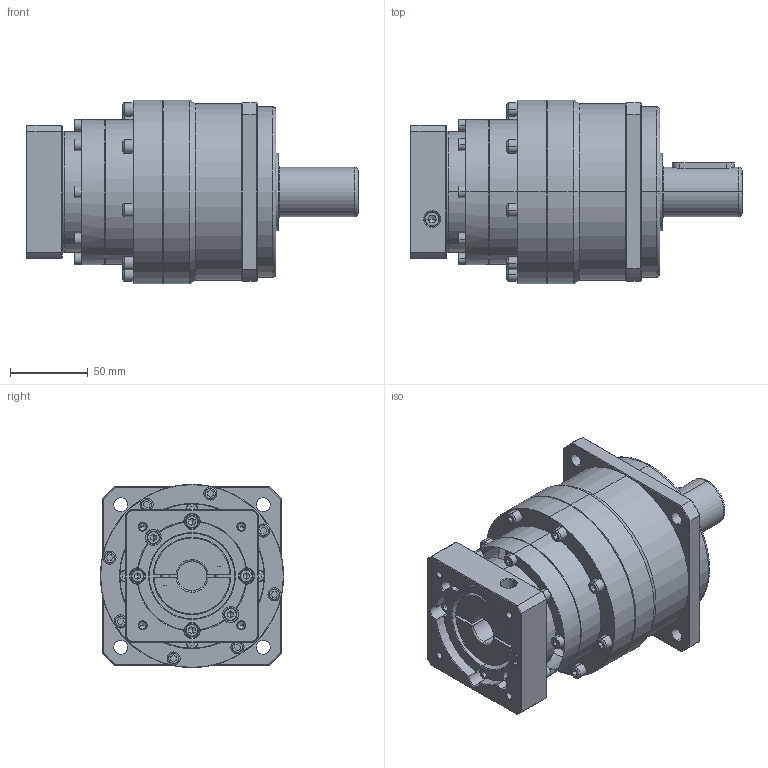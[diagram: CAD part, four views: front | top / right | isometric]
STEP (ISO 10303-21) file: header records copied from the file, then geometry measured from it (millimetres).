
FILE_DESCRIPTION (( 'STEP AP214' ), '1' );
FILE_NAME ('PB115-L2-19-70-90-M5-M6.STEP', '2022-02-19T05:29:55', ( 'admin' ), ( '' ), 'SwSTEP 2.0', 'SolidWorks 2013', '' );
FILE_SCHEMA (( 'AUTOMOTIVE_DESIGN' ));
Length unit declared in the file: millimetre
Products named in the file (6): _X2_87BA9489_X0_ GB_T 70.1 M6 x 20; _X2_87BA9489_X0_ GB_T 70.1 M5 x 20; PB090-70-90M6; PB115-L2; PB115_X2_8F9351FA7AEF_X0_; PB115-L2-19-70-90-M5-M6
Assembly tree (11 placements, depth 2):
  PB115-L2-19-70-90-M5-M6
    PB115_X2_8F9351FA7AEF_X0_
    PB115-L2
    PB090-70-90M6
    _X2_87BA9489_X0_ GB_T 70.1 M5 x 20  x6
    _X2_87BA9489_X0_ GB_T 70.1 M6 x 20  x2
Bounding box: 214 x 118.5 x 118.5 mm (x, y, z)
Volume: 1422327.1 mm3; surface area: 153015 mm2
Topology: 11 solids, 11 shells, 744 faces, 1818 edges, 1120 vertices
Faces by surface type: plane 278, cylinder 235, cone 156, bspline 75
Entity records: 26400 total; most frequent: CARTESIAN_POINT 5022, DIRECTION 3095, ORIENTED_EDGE 2904, EDGE_CURVE 1452, AXIS2_PLACEMENT_3D 1195, VERTEX_POINT 921, EDGE_LOOP 729, VECTOR 705
